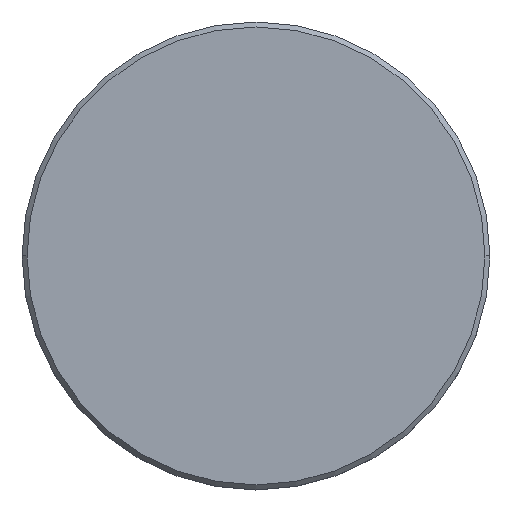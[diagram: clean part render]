
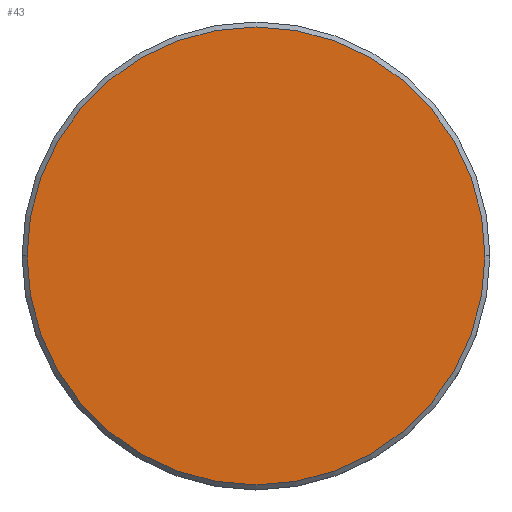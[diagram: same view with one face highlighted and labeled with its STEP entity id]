
A CAD part, top view. The second image highlights one B-rep face of the part: STEP entity #43.
In plain terms, the highlighted planar face has unit normal (0, 0, 1).
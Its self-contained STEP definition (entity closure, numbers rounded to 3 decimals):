
#43 = ADVANCED_FACE ( 'NONE', ( #159 ), #708, .T. ) ;
#83 = ORIENTED_EDGE ( 'NONE', *, *, #1174, .T. ) ;
#151 = CARTESIAN_POINT ( 'NONE',  ( -23., 0., 0. ) ) ;
#159 = FACE_OUTER_BOUND ( 'NONE', #1153, .T. ) ;
#177 = DIRECTION ( 'NONE',  ( 1., 0., 0. ) ) ;
#239 = AXIS2_PLACEMENT_3D ( 'NONE', #619, #898, #177 ) ;
#246 = CARTESIAN_POINT ( 'NONE',  ( 23., 0., 0. ) ) ;
#379 = EDGE_CURVE ( 'NONE', #933, #1104, #435, .T. ) ;
#435 = CIRCLE ( 'NONE', #516, 23. ) ;
#516 = AXIS2_PLACEMENT_3D ( 'NONE', #644, #993, #889 ) ;
#532 = AXIS2_PLACEMENT_3D ( 'NONE', #779, #875, #584 ) ;
#577 = ORIENTED_EDGE ( 'NONE', *, *, #379, .T. ) ;
#584 = DIRECTION ( 'NONE',  ( 1., 0., 0. ) ) ;
#619 = CARTESIAN_POINT ( 'NONE',  ( 0., 0., 0. ) ) ;
#644 = CARTESIAN_POINT ( 'NONE',  ( 0., 0., 0. ) ) ;
#708 = PLANE ( 'NONE',  #239 ) ;
#779 = CARTESIAN_POINT ( 'NONE',  ( 0., 0., 0. ) ) ;
#875 = DIRECTION ( 'NONE',  ( 0., 0., 1. ) ) ;
#883 = CIRCLE ( 'NONE', #532, 23. ) ;
#889 = DIRECTION ( 'NONE',  ( 1., 0., 0. ) ) ;
#898 = DIRECTION ( 'NONE',  ( 0., 0., 1. ) ) ;
#933 = VERTEX_POINT ( 'NONE', #246 ) ;
#993 = DIRECTION ( 'NONE',  ( 0., 0., 1. ) ) ;
#1104 = VERTEX_POINT ( 'NONE', #151 ) ;
#1153 = EDGE_LOOP ( 'NONE', ( #83, #577 ) ) ;
#1174 = EDGE_CURVE ( 'NONE', #1104, #933, #883, .T. ) ;
